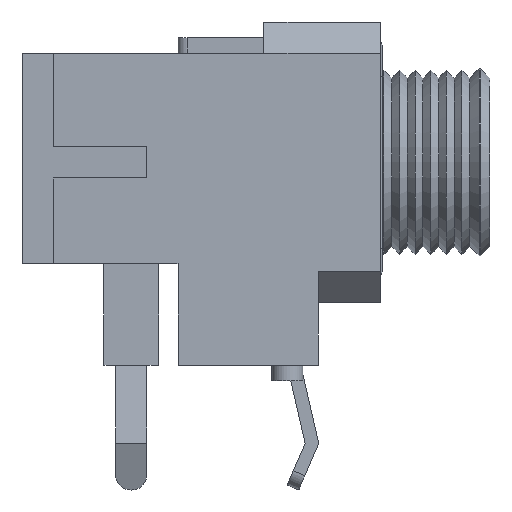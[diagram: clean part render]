
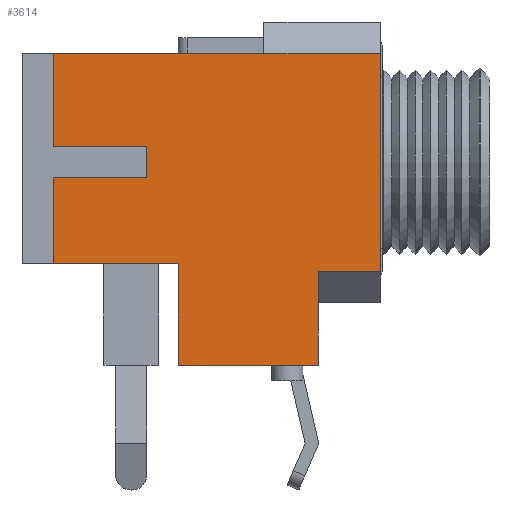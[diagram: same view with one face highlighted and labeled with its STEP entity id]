
A CAD part, front view. The second image highlights one B-rep face of the part: STEP entity #3614.
In plain terms, the highlighted planar face has unit normal (0, -1, 0).
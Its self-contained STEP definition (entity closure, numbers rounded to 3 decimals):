
#120=PLANE('',#3919);
#324=FACE_OUTER_BOUND('',#528,.T.);
#528=EDGE_LOOP('',(#3055,#3056,#3057,#3058,#3059,#3060,#3061,#3062,#3063,
#3064,#3065,#3066,#3067));
#809=LINE('',#5643,#1224);
#813=LINE('',#5651,#1228);
#816=LINE('',#5657,#1231);
#841=LINE('',#5709,#1256);
#848=LINE('',#5724,#1263);
#854=LINE('',#5735,#1269);
#905=LINE('',#5835,#1320);
#907=LINE('',#5839,#1322);
#908=LINE('',#5841,#1323);
#909=LINE('',#5843,#1324);
#910=LINE('',#5844,#1325);
#911=LINE('',#5846,#1326);
#912=LINE('',#5847,#1327);
#1224=VECTOR('',#4591,1000.);
#1228=VECTOR('',#4597,1000.);
#1231=VECTOR('',#4602,1000.);
#1256=VECTOR('',#4641,1000.);
#1263=VECTOR('',#4652,1000.);
#1269=VECTOR('',#4660,1000.);
#1320=VECTOR('',#4753,1000.);
#1322=VECTOR('',#4757,1000.);
#1323=VECTOR('',#4758,1000.);
#1324=VECTOR('',#4759,1000.);
#1325=VECTOR('',#4760,1000.);
#1326=VECTOR('',#4761,1000.);
#1327=VECTOR('',#4762,1000.);
#1747=VERTEX_POINT('',#5641);
#1748=VERTEX_POINT('',#5642);
#1751=VERTEX_POINT('',#5650);
#1753=VERTEX_POINT('',#5656);
#1773=VERTEX_POINT('',#5708);
#1778=VERTEX_POINT('',#5721);
#1779=VERTEX_POINT('',#5723);
#1783=VERTEX_POINT('',#5733);
#1811=VERTEX_POINT('',#5834);
#1812=VERTEX_POINT('',#5838);
#1813=VERTEX_POINT('',#5840);
#1814=VERTEX_POINT('',#5842);
#1815=VERTEX_POINT('',#5845);
#2177=EDGE_CURVE('',#1747,#1748,#809,.T.);
#2181=EDGE_CURVE('',#1751,#1747,#813,.T.);
#2184=EDGE_CURVE('',#1753,#1751,#816,.T.);
#2209=EDGE_CURVE('',#1773,#1753,#841,.T.);
#2216=EDGE_CURVE('',#1778,#1779,#848,.T.);
#2222=EDGE_CURVE('',#1778,#1783,#854,.T.);
#2273=EDGE_CURVE('',#1748,#1811,#905,.T.);
#2275=EDGE_CURVE('',#1783,#1812,#907,.T.);
#2276=EDGE_CURVE('',#1813,#1812,#908,.T.);
#2277=EDGE_CURVE('',#1813,#1814,#909,.T.);
#2278=EDGE_CURVE('',#1773,#1814,#910,.T.);
#2279=EDGE_CURVE('',#1815,#1811,#911,.T.);
#2280=EDGE_CURVE('',#1779,#1815,#912,.T.);
#3055=ORIENTED_EDGE('',*,*,#2222,.T.);
#3056=ORIENTED_EDGE('',*,*,#2275,.T.);
#3057=ORIENTED_EDGE('',*,*,#2276,.F.);
#3058=ORIENTED_EDGE('',*,*,#2277,.T.);
#3059=ORIENTED_EDGE('',*,*,#2278,.F.);
#3060=ORIENTED_EDGE('',*,*,#2209,.T.);
#3061=ORIENTED_EDGE('',*,*,#2184,.T.);
#3062=ORIENTED_EDGE('',*,*,#2181,.T.);
#3063=ORIENTED_EDGE('',*,*,#2177,.T.);
#3064=ORIENTED_EDGE('',*,*,#2273,.T.);
#3065=ORIENTED_EDGE('',*,*,#2279,.F.);
#3066=ORIENTED_EDGE('',*,*,#2280,.F.);
#3067=ORIENTED_EDGE('',*,*,#2216,.F.);
#3614=ADVANCED_FACE('',(#324),#120,.F.);
#3919=AXIS2_PLACEMENT_3D('',#5837,#4755,#4756);
#4591=DIRECTION('',(-1.,0.,0.));
#4597=DIRECTION('',(0.,0.,-1.));
#4602=DIRECTION('',(1.,0.,0.));
#4641=DIRECTION('',(0.,0.,-1.));
#4652=DIRECTION('',(-1.,0.,0.));
#4660=DIRECTION('',(0.,0.,1.));
#4753=DIRECTION('',(0.,0.,-1.));
#4755=DIRECTION('center_axis',(0.,1.,0.));
#4756=DIRECTION('ref_axis',(0.,0.,1.));
#4757=DIRECTION('',(1.,0.,0.));
#4758=DIRECTION('',(0.,0.,-1.));
#4759=DIRECTION('',(-1.,0.,0.));
#4760=DIRECTION('',(1.,0.,0.));
#4761=DIRECTION('',(-1.,0.,0.));
#4762=DIRECTION('',(0.,0.,1.));
#5641=CARTESIAN_POINT('',(-11.,-6.,-0.5));
#5642=CARTESIAN_POINT('',(-14.,-6.,-0.5));
#5643=CARTESIAN_POINT('',(-14.,-6.,-0.5));
#5650=CARTESIAN_POINT('',(-11.,-6.,0.5));
#5651=CARTESIAN_POINT('',(-11.,-6.,-0.5));
#5656=CARTESIAN_POINT('',(-14.,-6.,0.5));
#5657=CARTESIAN_POINT('',(-11.,-6.,0.5));
#5708=CARTESIAN_POINT('',(-14.,-6.,3.5));
#5709=CARTESIAN_POINT('',(-14.,-6.,0.5));
#5721=CARTESIAN_POINT('',(-5.5,-6.,-6.5));
#5723=CARTESIAN_POINT('',(-10.,-6.,-6.5));
#5724=CARTESIAN_POINT('',(-5.5,-6.,-6.5));
#5733=CARTESIAN_POINT('',(-5.5,-6.,-3.5));
#5735=CARTESIAN_POINT('',(-5.5,-6.,-6.5));
#5834=CARTESIAN_POINT('',(-14.,-6.,-3.25));
#5835=CARTESIAN_POINT('',(-14.,-6.,-3.25));
#5837=CARTESIAN_POINT('Origin',(-3.5,-6.,4.5));
#5838=CARTESIAN_POINT('',(-3.5,-6.,-3.5));
#5839=CARTESIAN_POINT('',(-3.5,-6.,-3.5));
#5840=CARTESIAN_POINT('',(-3.5,-6.,3.5));
#5841=CARTESIAN_POINT('',(-3.5,-6.,-4.5));
#5842=CARTESIAN_POINT('',(-7.25,-6.,3.5));
#5843=CARTESIAN_POINT('',(-3.5,-6.,3.5));
#5844=CARTESIAN_POINT('',(-15.,-6.,3.5));
#5845=CARTESIAN_POINT('',(-10.,-6.,-3.25));
#5846=CARTESIAN_POINT('',(-7.25,-6.,-3.25));
#5847=CARTESIAN_POINT('',(-10.,-6.,-6.5));
